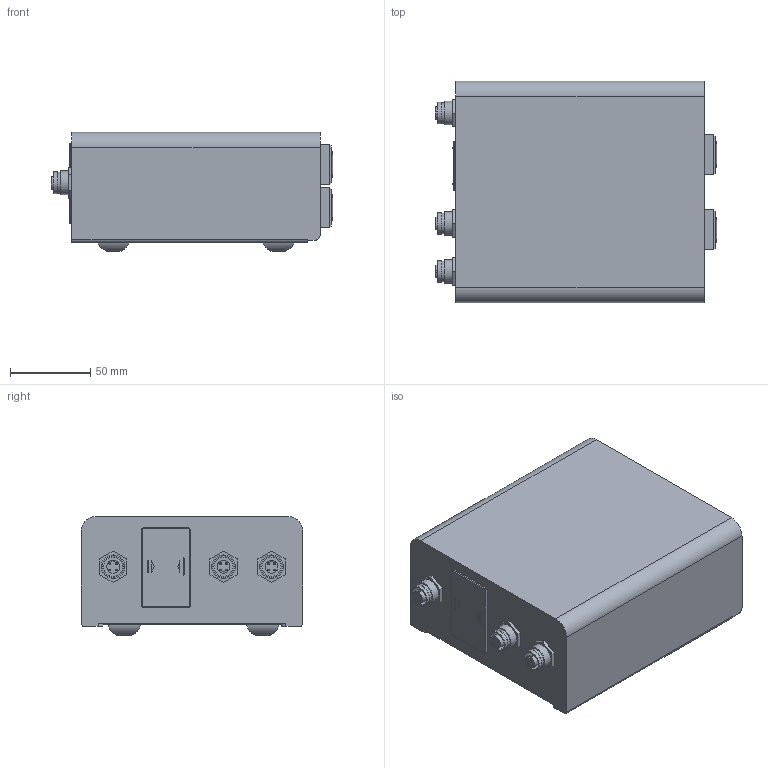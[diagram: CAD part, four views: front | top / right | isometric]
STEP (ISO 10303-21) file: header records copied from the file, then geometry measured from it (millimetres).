
FILE_DESCRIPTION(/* description */ (''),/* implementation_level */ '2;1');
FILE_NAME(/* name */ 'S01260_R5_Leermeldung 2fach_Shrinkwrap_1.stp',/* time_stamp */ '2021-02-02T09:03:11+01:00',/* author */ ('glueck'),/* organization */ (''),/* preprocessor_version */ 'ST-DEVELOPER v18.1',/* originating_system */ 'Autodesk Inventor 2021',/* authorisation */ '');
FILE_SCHEMA (('AUTOMOTIVE_DESIGN { 1 0 10303 214 3 1 1 }'));
Length unit declared in the file: millimetre
Products named in the file (1): S01260_R5_Leermeldung 1und2fach_Shrinkwrap_1
Bounding box: 176 x 138.4 x 74.5 mm (x, y, z)
Volume: 1469369.8 mm3; surface area: 89151.8 mm2
Topology: 1 solids, 1 shells, 243 faces, 576 edges, 370 vertices
Faces by surface type: plane 161, cylinder 62, cone 16, torus 4
Full cylindrical faces by diameter (mm): 1.2 x12, 8 x3, 12 x3, 13 x3, 13.5 x3, 14.8 x3
Entity records: 7240 total; most frequent: CARTESIAN_POINT 1196, DIRECTION 1186, ORIENTED_EDGE 1128, EDGE_CURVE 564, LINE 426, VECTOR 426, AXIS2_PLACEMENT_3D 380, VERTEX_POINT 370
